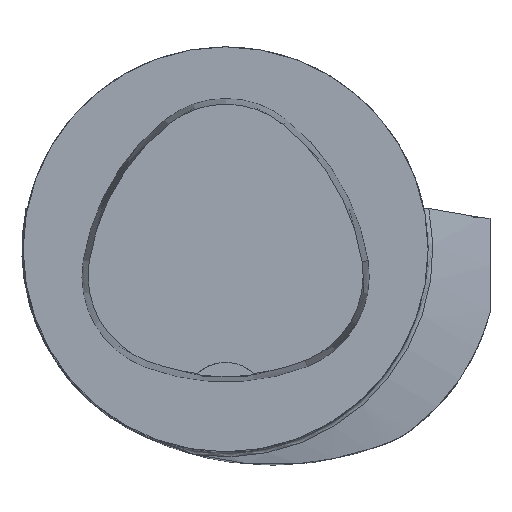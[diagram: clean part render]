
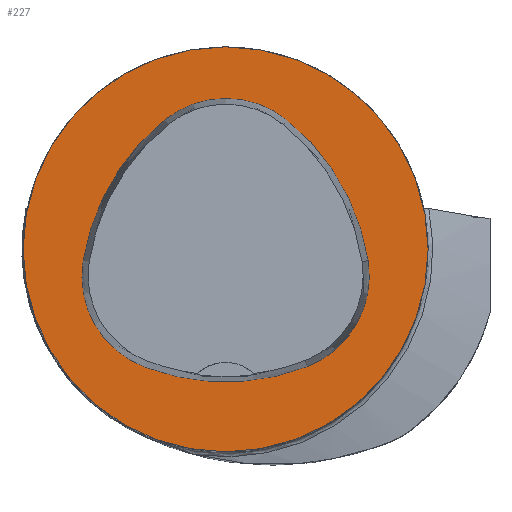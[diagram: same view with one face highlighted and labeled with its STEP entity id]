
A CAD part, top view. The second image highlights one B-rep face of the part: STEP entity #227.
In plain terms, the highlighted planar face has unit normal (0, 0, 1).
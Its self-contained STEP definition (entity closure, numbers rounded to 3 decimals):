
#227=ADVANCED_FACE('',(#449,#450),#272,.T.);
#272=PLANE('',#1299);
#449=FACE_BOUND('',#500,.T.);
#450=FACE_BOUND('',#501,.T.);
#500=EDGE_LOOP('',(#735,#736,#737,#738,#739,#740));
#501=EDGE_LOOP('',(#741));
#735=ORIENTED_EDGE('',*,*,#1065,.T.);
#736=ORIENTED_EDGE('',*,*,#1045,.T.);
#737=ORIENTED_EDGE('',*,*,#1049,.T.);
#738=ORIENTED_EDGE('',*,*,#1052,.T.);
#739=ORIENTED_EDGE('',*,*,#1055,.T.);
#740=ORIENTED_EDGE('',*,*,#1063,.T.);
#741=ORIENTED_EDGE('',*,*,#1036,.F.);
#907=VERTEX_POINT('',#2033);
#916=VERTEX_POINT('',#2052);
#917=VERTEX_POINT('',#2053);
#920=VERTEX_POINT('',#2061);
#922=VERTEX_POINT('',#2067);
#924=VERTEX_POINT('',#2073);
#931=VERTEX_POINT('',#2094);
#1036=EDGE_CURVE('',#907,#907,#1107,.T.);
#1045=EDGE_CURVE('',#916,#917,#1108,.T.);
#1049=EDGE_CURVE('',#917,#920,#1110,.T.);
#1052=EDGE_CURVE('',#920,#922,#1112,.T.);
#1055=EDGE_CURVE('',#922,#924,#1114,.T.);
#1063=EDGE_CURVE('',#924,#931,#1118,.T.);
#1065=EDGE_CURVE('',#931,#916,#1120,.T.);
#1107=CIRCLE('',#1271,25.);
#1108=CIRCLE('',#1277,28.);
#1110=CIRCLE('',#1280,12.);
#1112=CIRCLE('',#1283,28.);
#1114=CIRCLE('',#1286,12.);
#1118=CIRCLE('',#1291,28.);
#1120=CIRCLE('',#1294,12.);
#1271=AXIS2_PLACEMENT_3D('',#2032,#1509,#1510);
#1277=AXIS2_PLACEMENT_3D('',#2051,#1525,#1526);
#1280=AXIS2_PLACEMENT_3D('',#2060,#1533,#1534);
#1283=AXIS2_PLACEMENT_3D('',#2066,#1540,#1541);
#1286=AXIS2_PLACEMENT_3D('',#2072,#1547,#1548);
#1291=AXIS2_PLACEMENT_3D('',#2095,#1559,#1560);
#1294=AXIS2_PLACEMENT_3D('',#2098,#1565,#1566);
#1299=AXIS2_PLACEMENT_3D('',#2103,#1575,#1576);
#1509=DIRECTION('',(0.,0.,-1.));
#1510=DIRECTION('',(-1.,0.,0.));
#1525=DIRECTION('',(0.,0.,-1.));
#1526=DIRECTION('',(-1.,0.,0.));
#1533=DIRECTION('',(0.,0.,-1.));
#1534=DIRECTION('',(-1.,0.,0.));
#1540=DIRECTION('',(0.,0.,-1.));
#1541=DIRECTION('',(-1.,0.,0.));
#1547=DIRECTION('',(0.,0.,-1.));
#1548=DIRECTION('',(-1.,0.,0.));
#1559=DIRECTION('',(0.,0.,-1.));
#1560=DIRECTION('',(-1.,0.,0.));
#1565=DIRECTION('',(0.,0.,-1.));
#1566=DIRECTION('',(-1.,0.,0.));
#1575=DIRECTION('',(0.,0.,1.));
#1576=DIRECTION('',(1.,0.,0.));
#2032=CARTESIAN_POINT('',(0.,0.,
0.));
#2033=CARTESIAN_POINT('',(-25.,0.,0.));
#2051=CARTESIAN_POINT('',(10.068,-5.824,0.));
#2052=CARTESIAN_POINT('',(-17.584,-1.424,0.));
#2053=CARTESIAN_POINT('',(-7.531,15.953,0.));
#2060=CARTESIAN_POINT('',(0.011,6.62,0.));
#2061=CARTESIAN_POINT('',(7.567,15.942,0.));
#2066=CARTESIAN_POINT('',(-10.063,-5.81,0.));
#2067=CARTESIAN_POINT('',(17.59,-1.418,0.));
#2072=CARTESIAN_POINT('',(5.739,-3.3,0.));
#2073=CARTESIAN_POINT('',(10.05,-14.499,0.));
#2094=CARTESIAN_POINT('',(-10.025,-14.516,0.));
#2095=CARTESIAN_POINT('',(-0.01,11.631,0.));
#2098=CARTESIAN_POINT('',(-5.733,-3.31,0.));
#2103=CARTESIAN_POINT('',(0.,0.,
0.));
